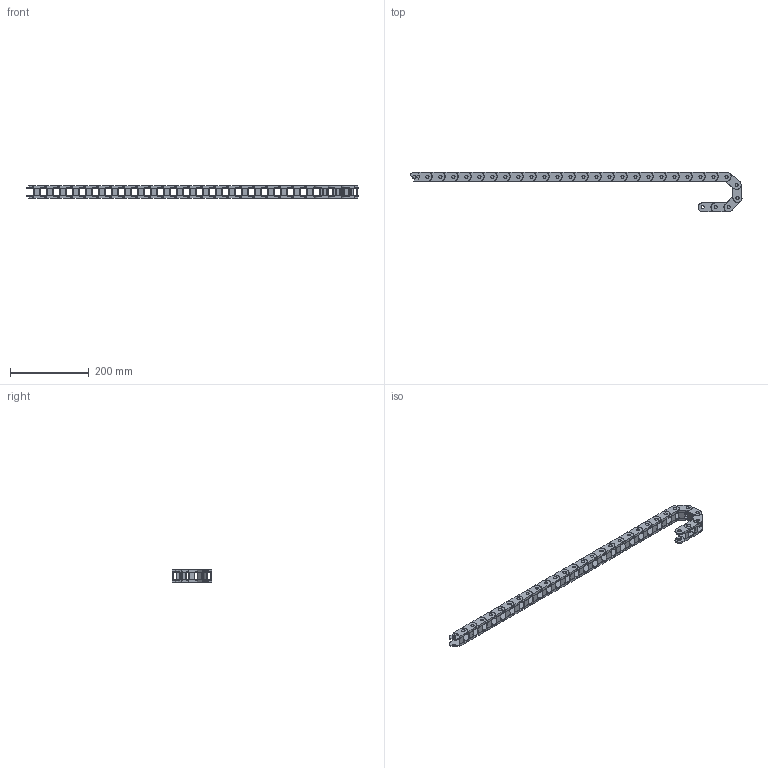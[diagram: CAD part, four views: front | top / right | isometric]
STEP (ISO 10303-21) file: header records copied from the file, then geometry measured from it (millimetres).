
FILE_DESCRIPTION (( 'STEP AP203' ), '1' );
FILE_NAME ('CDC-0.7X0.7R1.5N.step', '2024-04-17T14:32:30', ( '' ), ( '' ), 'SwSTEP 2.0', 'SolidWorks 2023', '' );
FILE_SCHEMA (( 'CONFIG_CONTROL_DESIGN' ));
Products named in the file (1): CDC-0.7X0.7R1.5N
Bounding box: 842.63 x 100.88 x 31 mm (x, y, z)
Volume: 288258.1 mm3; surface area: 205380.5 mm2
Topology: 29 solids, 29 shells, 2697 faces, 7569 edges, 5046 vertices
Faces by surface type: plane 1479, cylinder 1218
Entity records: 88040 total; most frequent: DIRECTION 15633, CARTESIAN_POINT 15313, ORIENTED_EDGE 15138, EDGE_CURVE 7569, AXIS2_PLACEMENT_3D 5366, VERTEX_POINT 5046, LINE 4901, VECTOR 4901
